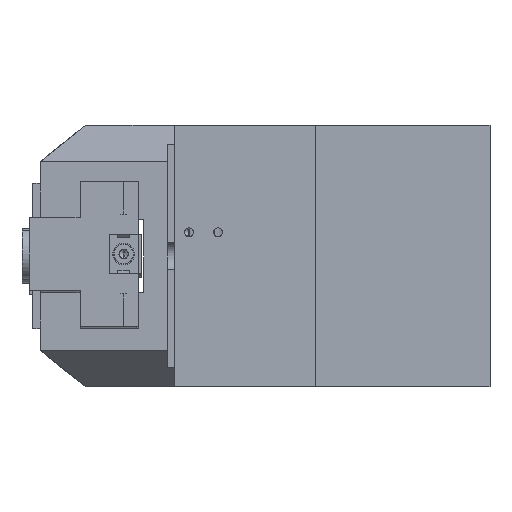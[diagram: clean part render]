
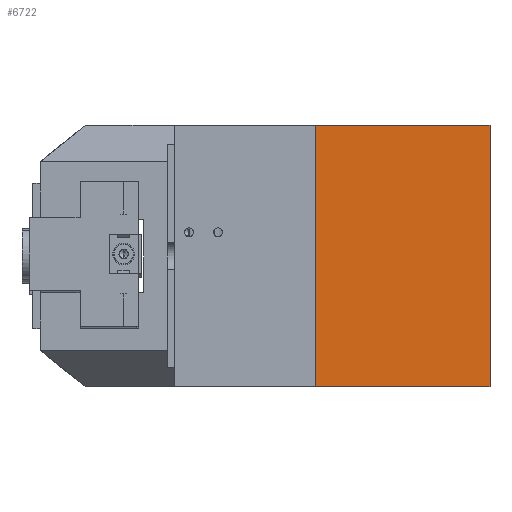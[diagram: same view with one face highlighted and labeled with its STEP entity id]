
A CAD part, left-side view. The second image highlights one B-rep face of the part: STEP entity #6722.
In plain terms, the highlighted planar face has unit normal (-1, 0, 0).
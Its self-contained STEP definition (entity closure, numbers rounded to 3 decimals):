
#315 = ORIENTED_EDGE ( 'NONE', *, *, #2339, .F. ) ;
#316 = ORIENTED_EDGE ( 'NONE', *, *, #2374, .F. ) ;
#317 = ORIENTED_EDGE ( 'NONE', *, *, #2423, .F. ) ;
#318 = ORIENTED_EDGE ( 'NONE', *, *, #2475, .T. ) ;
#319 = ORIENTED_EDGE ( 'NONE', *, *, #2379, .F. ) ;
#320 = ORIENTED_EDGE ( 'NONE', *, *, #2497, .T. ) ;
#321 = ORIENTED_EDGE ( 'NONE', *, *, #2385, .T. ) ;
#322 = ORIENTED_EDGE ( 'NONE', *, *, #3288, .F. ) ;
#1186 = VECTOR ( 'NONE', #3615, 1000. ) ;
#1189 = LINE ( 'NONE', #3606, #1186 ) ;
#1236 = LINE ( 'NONE', #3703, #1239 ) ;
#1239 = VECTOR ( 'NONE', #3704, 1000. ) ;
#1243 = LINE ( 'NONE', #3708, #1250 ) ;
#1250 = VECTOR ( 'NONE', #3716, 1000. ) ;
#1257 = LINE ( 'NONE', #3721, #1259 ) ;
#1259 = VECTOR ( 'NONE', #3731, 1000. ) ;
#1314 = LINE ( 'NONE', #3825, #1315 ) ;
#1315 = VECTOR ( 'NONE', #3826, 1000. ) ;
#1386 = LINE ( 'NONE', #15246, #1387 ) ;
#1387 = VECTOR ( 'NONE', #15247, 1000. ) ;
#1396 = VECTOR ( 'NONE', #15297, 1000. ) ;
#1424 = LINE ( 'NONE', #15287, #1396 ) ;
#1484 = LINE ( 'NONE', #15396, #1485 ) ;
#1485 = VECTOR ( 'NONE', #15397, 1000. ) ;
#2339 = EDGE_CURVE ( 'NONE', #7623, #7624, #1189, .T. ) ;
#2374 = EDGE_CURVE ( 'NONE', #7645, #7623, #1236, .T. ) ;
#2379 = EDGE_CURVE ( 'NONE', #7629, #7630, #1243, .T. ) ;
#2385 = EDGE_CURVE ( 'NONE', #7609, #7608, #1257, .T. ) ;
#2423 = EDGE_CURVE ( 'NONE', #7646, #7645, #1314, .T. ) ;
#2475 = EDGE_CURVE ( 'NONE', #7646, #7630, #1386, .T. ) ;
#2497 = EDGE_CURVE ( 'NONE', #7629, #7609, #1424, .T. ) ;
#3288 = EDGE_CURVE ( 'NONE', #7624, #7608, #1484, .T. ) ;
#3606 = CARTESIAN_POINT ( 'NONE',  ( -40., 54.3, -36. ) ) ;
#3615 = DIRECTION ( 'NONE',  ( 0., 0., 1. ) ) ;
#3703 = CARTESIAN_POINT ( 'NONE',  ( -40., 53.8, 17.75 ) ) ;
#3704 = DIRECTION ( 'NONE',  ( 0., 1., 0. ) ) ;
#3708 = CARTESIAN_POINT ( 'NONE',  ( -40., 54.3, -36. ) ) ;
#3716 = DIRECTION ( 'NONE',  ( 0., 0., 1. ) ) ;
#3721 = CARTESIAN_POINT ( 'NONE',  ( -40., 0., -36. ) ) ;
#3731 = DIRECTION ( 'NONE',  ( 0., 0., 1. ) ) ;
#3825 = CARTESIAN_POINT ( 'NONE',  ( -40., 53.8, -17.75 ) ) ;
#3826 = DIRECTION ( 'NONE',  ( 0., 0., 1. ) ) ;
#5624 = FACE_OUTER_BOUND ( 'NONE', #20297, .T. ) ;
#5846 = PLANE ( 'NONE',  #9712 ) ;
#5849 = CARTESIAN_POINT ( 'NONE',  ( -40., 54.3, -36. ) ) ;
#5855 = DIRECTION ( 'NONE',  ( 1., 0., 0. ) ) ;
#5856 = DIRECTION ( 'NONE',  ( 0., 0., -1. ) ) ;
#6722 = ADVANCED_FACE ( 'NONE', ( #5624 ), #5846, .F. ) ;
#7608 = VERTEX_POINT ( 'NONE', #16322 ) ;
#7609 = VERTEX_POINT ( 'NONE', #16323 ) ;
#7623 = VERTEX_POINT ( 'NONE', #16337 ) ;
#7624 = VERTEX_POINT ( 'NONE', #16338 ) ;
#7629 = VERTEX_POINT ( 'NONE', #16343 ) ;
#7630 = VERTEX_POINT ( 'NONE', #16344 ) ;
#7645 = VERTEX_POINT ( 'NONE', #16359 ) ;
#7646 = VERTEX_POINT ( 'NONE', #16360 ) ;
#9712 = AXIS2_PLACEMENT_3D ( 'NONE', #5849, #5855, #5856 ) ;
#15246 = CARTESIAN_POINT ( 'NONE',  ( -40., 53.8, -17.75 ) ) ;
#15247 = DIRECTION ( 'NONE',  ( 0., 1., 0. ) ) ;
#15287 = CARTESIAN_POINT ( 'NONE',  ( -40., 54.3, -36. ) ) ;
#15297 = DIRECTION ( 'NONE',  ( 0., -1., 0. ) ) ;
#15396 = CARTESIAN_POINT ( 'NONE',  ( -40., 54.3, 36. ) ) ;
#15397 = DIRECTION ( 'NONE',  ( 0., -1., 0. ) ) ;
#16322 = CARTESIAN_POINT ( 'NONE',  ( -40., 0., 36. ) ) ;
#16323 = CARTESIAN_POINT ( 'NONE',  ( -40., 0., -36. ) ) ;
#16337 = CARTESIAN_POINT ( 'NONE',  ( -40., 54.3, 17.75 ) ) ;
#16338 = CARTESIAN_POINT ( 'NONE',  ( -40., 54.3, 36. ) ) ;
#16343 = CARTESIAN_POINT ( 'NONE',  ( -40., 54.3, -36. ) ) ;
#16344 = CARTESIAN_POINT ( 'NONE',  ( -40., 54.3, -17.75 ) ) ;
#16359 = CARTESIAN_POINT ( 'NONE',  ( -40., 53.8, 17.75 ) ) ;
#16360 = CARTESIAN_POINT ( 'NONE',  ( -40., 53.8, -17.75 ) ) ;
#20297 = EDGE_LOOP ( 'NONE', ( #315, #316, #317, #318, #319, #320, #321, #322 ) ) ;
